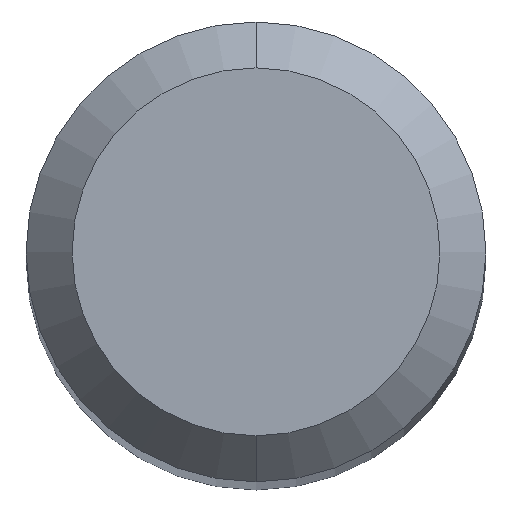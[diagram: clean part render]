
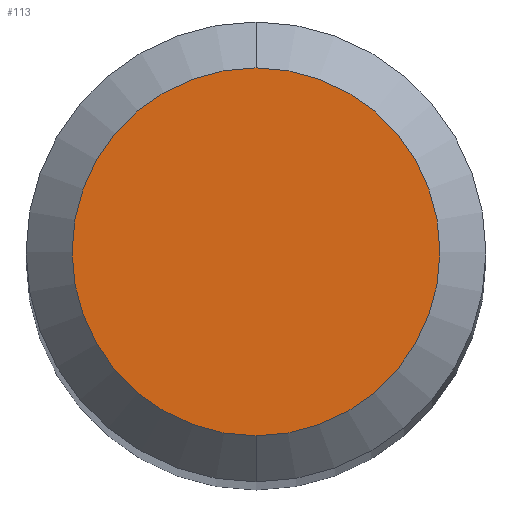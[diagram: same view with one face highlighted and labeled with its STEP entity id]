
A CAD part, top view. The second image highlights one B-rep face of the part: STEP entity #113.
In plain terms, the highlighted planar face has unit normal (0, 0, 1).
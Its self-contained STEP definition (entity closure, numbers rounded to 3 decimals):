
#113=ADVANCED_FACE('',(#266),#267,.T.);
#115=VERTEX_POINT('',#269);
#193=EDGE_CURVE('',#115,#213,#358,.T.);
#211=EDGE_CURVE('',#213,#115,#377,.T.);
#213=VERTEX_POINT('',#379);
#266=FACE_OUTER_BOUND('',#432,.T.);
#267=PLANE('',#433);
#269=CARTESIAN_POINT('',(0.,-1.2,0.0));
#358=CIRCLE('',#548,1.2);
#377=CIRCLE('',#573,1.2);
#379=CARTESIAN_POINT('',(0.0,1.2,0.0));
#432=EDGE_LOOP('',(#625,#626));
#433=AXIS2_PLACEMENT_3D('',#627,#628,#629);
#548=AXIS2_PLACEMENT_3D('',#752,#753,#754);
#573=AXIS2_PLACEMENT_3D('',#768,#769,#770);
#625=ORIENTED_EDGE('',*,*,#211,.F.);
#626=ORIENTED_EDGE('',*,*,#193,.F.);
#627=CARTESIAN_POINT('',(0.0,0.6,0.0));
#628=DIRECTION('',(-0.0,0.0,1.0));
#629=DIRECTION('',(0.0,-1.0,0.0));
#752=CARTESIAN_POINT('',(0.0,0.0,0.0));
#753=DIRECTION('',(0.0,0.0,-1.0));
#754=DIRECTION('',(0.0,1.0,0.0));
#768=CARTESIAN_POINT('',(0.0,0.0,0.0));
#769=DIRECTION('',(0.0,0.0,-1.0));
#770=DIRECTION('',(0.0,1.0,0.0));
